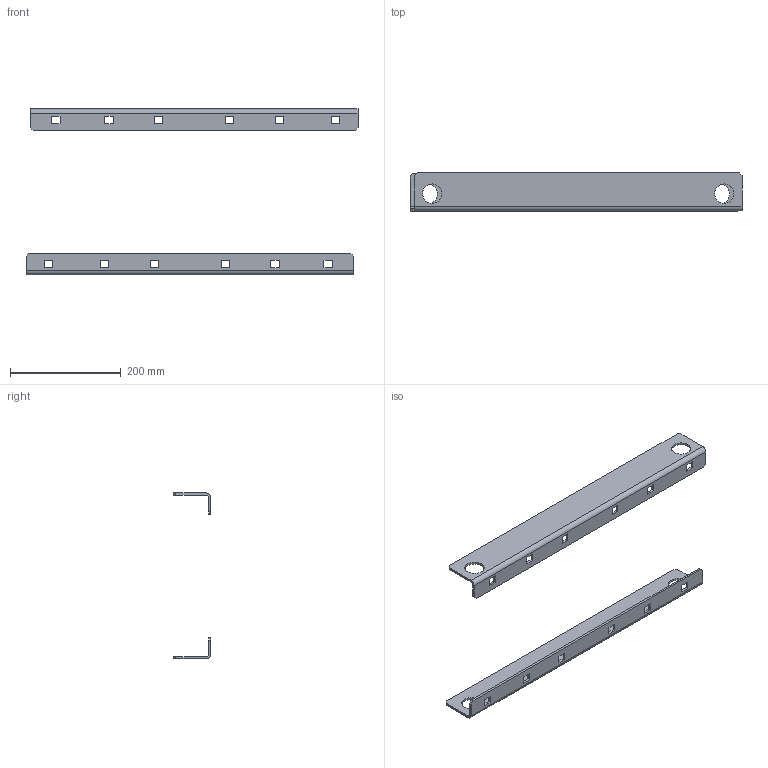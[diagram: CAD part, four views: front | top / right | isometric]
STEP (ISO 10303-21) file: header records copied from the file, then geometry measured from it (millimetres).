
FILE_DESCRIPTION(('STEP AP214'),'1');
FILE_NAME('cctmp_E1E643EB-CACB-4422-8E64-AAA06A317486_2024_11_20_13_33_18_0024..stp','2024-11-20T12:33:18',('SIEMENS A&D'),('CADClick - www.CADClick.com'),'Spatial InterOp 3D',' ','unknown authorization');
FILE_SCHEMA(('AUTOMOTIVE_DESIGN'));
Length unit declared in the file: millimetre
Products named in the file (3): cc_unnamed; 2024_11_20_13_33_18_0002; 2024_11_20_13_33_17_0961
Assembly tree (2 placements, depth 2):
  cc_unnamed
    2024_11_20_13_33_18_0002
    2024_11_20_13_33_17_0961
Bounding box: 600 x 68.5 x 300 mm (x, y, z)
Volume: 452465.9 mm3; surface area: 241721.3 mm2
Topology: 2 solids, 2 shells, 84 faces, 240 edges, 160 vertices
Faces by surface type: plane 72, cylinder 12
Entity records: 3524 total; most frequent: CARTESIAN_POINT 487, ORIENTED_EDGE 480, DIRECTION 438, EDGE_CURVE 240, LINE 216, VECTOR 216, VERTEX_POINT 160, EDGE_LOOP 116
